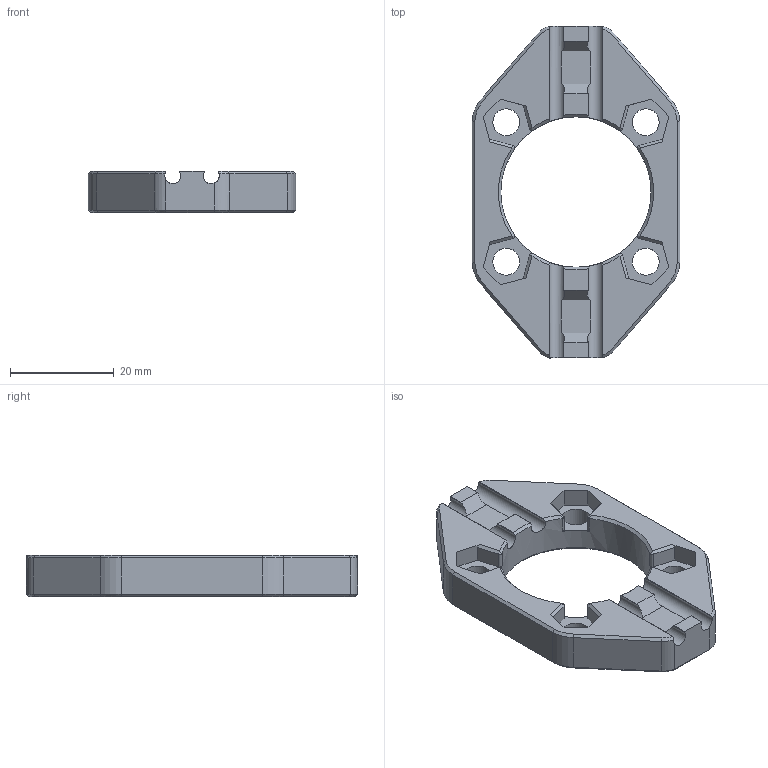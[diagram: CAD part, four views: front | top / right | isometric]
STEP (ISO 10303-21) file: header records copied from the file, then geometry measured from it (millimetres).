
FILE_DESCRIPTION(/* description */ (''),/* implementation_level */ '2;1');
FILE_NAME(/* name */ 'WobbleX_WS16_PrintedAdapter.step',/* time_stamp */ '2023-03-30T15:20:39-04:00',/* author */ (''),/* organization */ (''),/* preprocessor_version */ 'ST-DEVELOPER v19.2',/* originating_system */ 'Autodesk Translation Framework v11.17.0.187',/* authorisation */ '');
FILE_SCHEMA (('AUTOMOTIVE_DESIGN { 1 0 10303 214 3 1 1 }'));
Length unit declared in the file: millimetre
Products named in the file (1): Body1
Bounding box: 40 x 64 x 8 mm (x, y, z)
Volume: 9676.6 mm3; surface area: 5458.3 mm2
Topology: 1 solids, 1 shells, 222 faces, 605 edges, 381 vertices
Faces by surface type: plane 114, bspline 50, cone 33, cylinder 25
Full cylindrical faces by diameter (mm): 5.2 x4, 29 x1
Entity records: 7691 total; most frequent: CARTESIAN_POINT 2470, ORIENTED_EDGE 1194, DIRECTION 879, EDGE_CURVE 597, VERTEX_POINT 381, LINE 351, VECTOR 351, AXIS2_PLACEMENT_3D 264
